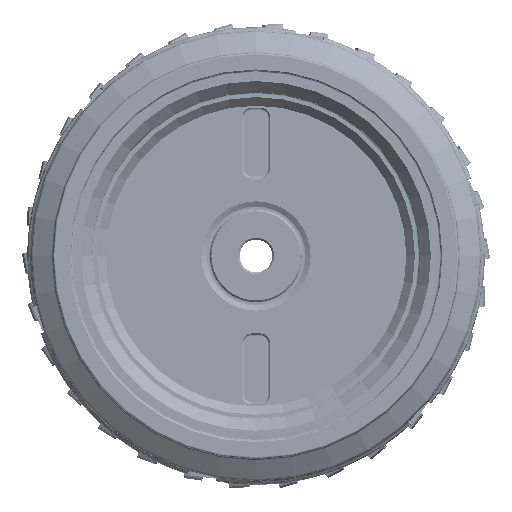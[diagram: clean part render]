
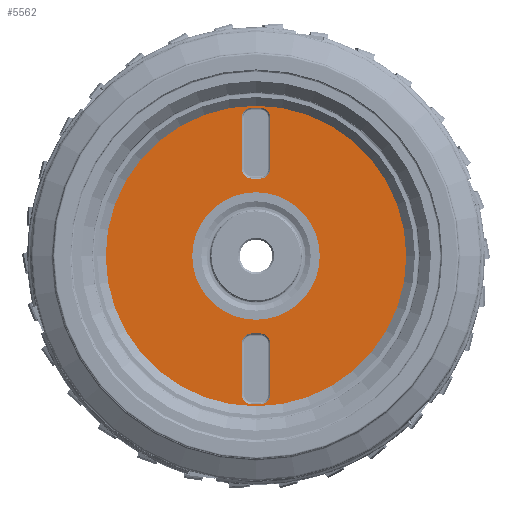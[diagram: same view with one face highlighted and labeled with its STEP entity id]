
A CAD part, top view. The second image highlights one B-rep face of the part: STEP entity #5562.
In plain terms, the highlighted planar face has unit normal (0, 0, 1).
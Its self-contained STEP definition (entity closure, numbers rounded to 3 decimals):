
#3223=FACE_BOUND('',#11617,.T.);
#3224=FACE_BOUND('',#11618,.T.);
#3225=FACE_BOUND('',#11619,.T.);
#3226=FACE_BOUND('',#11620,.T.);
#5562=ADVANCED_FACE('',(#3223,#3224,#3225,#3226),#7987,.T.);
#7987=PLANE('',#46991);
#11617=EDGE_LOOP('',(#17311,#17312,#17313,#17314,#17315,#17316,#17317,#17318));
#11618=EDGE_LOOP('',(#17319,#17320,#17321,#17322,#17323,#17324,#17325,#17326));
#11619=EDGE_LOOP('',(#17327));
#11620=EDGE_LOOP('',(#17328));
#14654=CIRCLE('',#46981,5.5);
#14655=CIRCLE('',#46982,5.5);
#14656=CIRCLE('',#46983,5.5);
#14657=CIRCLE('',#46984,5.5);
#14658=CIRCLE('',#46985,5.5);
#14659=CIRCLE('',#46986,5.5);
#14660=CIRCLE('',#46987,5.5);
#14661=CIRCLE('',#46988,5.5);
#14662=CIRCLE('',#46989,82.5);
#14663=CIRCLE('',#46990,35.);
#17311=ORIENTED_EDGE('',*,*,#34684,.T.);
#17312=ORIENTED_EDGE('',*,*,#34685,.T.);
#17313=ORIENTED_EDGE('',*,*,#34686,.T.);
#17314=ORIENTED_EDGE('',*,*,#34687,.T.);
#17315=ORIENTED_EDGE('',*,*,#34688,.T.);
#17316=ORIENTED_EDGE('',*,*,#34689,.T.);
#17317=ORIENTED_EDGE('',*,*,#34690,.T.);
#17318=ORIENTED_EDGE('',*,*,#34691,.T.);
#17319=ORIENTED_EDGE('',*,*,#34692,.T.);
#17320=ORIENTED_EDGE('',*,*,#34693,.T.);
#17321=ORIENTED_EDGE('',*,*,#34694,.T.);
#17322=ORIENTED_EDGE('',*,*,#34695,.T.);
#17323=ORIENTED_EDGE('',*,*,#34696,.T.);
#17324=ORIENTED_EDGE('',*,*,#34697,.T.);
#17325=ORIENTED_EDGE('',*,*,#34698,.T.);
#17326=ORIENTED_EDGE('',*,*,#34699,.T.);
#17327=ORIENTED_EDGE('',*,*,#34700,.F.);
#17328=ORIENTED_EDGE('',*,*,#34701,.T.);
#30065=VERTEX_POINT('',#70966);
#30066=VERTEX_POINT('',#70967);
#30067=VERTEX_POINT('',#70969);
#30068=VERTEX_POINT('',#70971);
#30069=VERTEX_POINT('',#70973);
#30070=VERTEX_POINT('',#70975);
#30071=VERTEX_POINT('',#70977);
#30072=VERTEX_POINT('',#70979);
#30073=VERTEX_POINT('',#70982);
#30074=VERTEX_POINT('',#70983);
#30075=VERTEX_POINT('',#70985);
#30076=VERTEX_POINT('',#70987);
#30077=VERTEX_POINT('',#70989);
#30078=VERTEX_POINT('',#70991);
#30079=VERTEX_POINT('',#70993);
#30080=VERTEX_POINT('',#70995);
#30081=VERTEX_POINT('',#70998);
#30082=VERTEX_POINT('',#71000);
#34684=EDGE_CURVE('',#30065,#30066,#40361,.T.);
#34685=EDGE_CURVE('',#30066,#30067,#14654,.T.);
#34686=EDGE_CURVE('',#30067,#30068,#40362,.T.);
#34687=EDGE_CURVE('',#30068,#30069,#14655,.T.);
#34688=EDGE_CURVE('',#30069,#30070,#40363,.T.);
#34689=EDGE_CURVE('',#30070,#30071,#14656,.T.);
#34690=EDGE_CURVE('',#30071,#30072,#40364,.T.);
#34691=EDGE_CURVE('',#30072,#30065,#14657,.T.);
#34692=EDGE_CURVE('',#30073,#30074,#14658,.T.);
#34693=EDGE_CURVE('',#30074,#30075,#40365,.T.);
#34694=EDGE_CURVE('',#30075,#30076,#14659,.T.);
#34695=EDGE_CURVE('',#30076,#30077,#40366,.T.);
#34696=EDGE_CURVE('',#30077,#30078,#14660,.T.);
#34697=EDGE_CURVE('',#30078,#30079,#40367,.T.);
#34698=EDGE_CURVE('',#30079,#30080,#14661,.T.);
#34699=EDGE_CURVE('',#30080,#30073,#40368,.T.);
#34700=EDGE_CURVE('',#30081,#30081,#14662,.T.);
#34701=EDGE_CURVE('',#30082,#30082,#14663,.T.);
#40361=LINE('',#70965,#43153);
#40362=LINE('',#70970,#43154);
#40363=LINE('',#70974,#43155);
#40364=LINE('',#70978,#43156);
#40365=LINE('',#70984,#43157);
#40366=LINE('',#70988,#43158);
#40367=LINE('',#70992,#43159);
#40368=LINE('',#70996,#43160);
#43153=VECTOR('',#53275,1.);
#43154=VECTOR('',#53278,1.);
#43155=VECTOR('',#53281,1.);
#43156=VECTOR('',#53284,1.);
#43157=VECTOR('',#53289,1.);
#43158=VECTOR('',#53292,1.);
#43159=VECTOR('',#53295,1.);
#43160=VECTOR('',#53298,1.);
#46981=AXIS2_PLACEMENT_3D('',#70968,#53276,#53277);
#46982=AXIS2_PLACEMENT_3D('',#70972,#53279,#53280);
#46983=AXIS2_PLACEMENT_3D('',#70976,#53282,#53283);
#46984=AXIS2_PLACEMENT_3D('',#70980,#53285,#53286);
#46985=AXIS2_PLACEMENT_3D('',#70981,#53287,#53288);
#46986=AXIS2_PLACEMENT_3D('',#70986,#53290,#53291);
#46987=AXIS2_PLACEMENT_3D('',#70990,#53293,#53294);
#46988=AXIS2_PLACEMENT_3D('',#70994,#53296,#53297);
#46989=AXIS2_PLACEMENT_3D('',#70997,#53299,#53300);
#46990=AXIS2_PLACEMENT_3D('',#70999,#53301,#53302);
#46991=AXIS2_PLACEMENT_3D('',#71001,#53303,#53304);
#53275=DIRECTION('',(0.,-1.,0.));
#53276=DIRECTION('',(0.,0.,-1.));
#53277=DIRECTION('',(-0.175,0.985,0.));
#53278=DIRECTION('',(-1.,0.,0.));
#53279=DIRECTION('',(0.,0.,-1.));
#53280=DIRECTION('',(-0.175,0.985,0.));
#53281=DIRECTION('',(0.,1.,0.));
#53282=DIRECTION('',(0.,0.,-1.));
#53283=DIRECTION('',(-0.175,0.985,0.));
#53284=DIRECTION('',(1.,0.,0.));
#53285=DIRECTION('',(0.,0.,-1.));
#53286=DIRECTION('',(-0.175,0.985,0.));
#53287=DIRECTION('',(0.,0.,-1.));
#53288=DIRECTION('',(-0.175,0.985,0.));
#53289=DIRECTION('',(0.,-1.,0.));
#53290=DIRECTION('',(0.,0.,-1.));
#53291=DIRECTION('',(-0.175,0.985,0.));
#53292=DIRECTION('',(-1.,0.,0.));
#53293=DIRECTION('',(0.,0.,-1.));
#53294=DIRECTION('',(-0.175,0.985,0.));
#53295=DIRECTION('',(0.,1.,0.));
#53296=DIRECTION('',(0.,0.,-1.));
#53297=DIRECTION('',(-0.175,0.985,0.));
#53298=DIRECTION('',(1.,0.,0.));
#53299=DIRECTION('',(0.,0.,-1.));
#53300=DIRECTION('',(-0.175,0.985,0.));
#53301=DIRECTION('',(0.,0.,-1.));
#53302=DIRECTION('',(-0.175,0.985,0.));
#53303=DIRECTION('',(0.,0.,1.));
#53304=DIRECTION('',(-0.175,0.985,0.));
#70965=CARTESIAN_POINT('',(7.8,-48.,-44.72));
#70966=CARTESIAN_POINT('',(7.8,-48.,-44.72));
#70967=CARTESIAN_POINT('',(7.8,-76.,-44.72));
#70968=CARTESIAN_POINT('',(2.3,-76.,-44.72));
#70969=CARTESIAN_POINT('',(2.3,-81.5,-44.72));
#70970=CARTESIAN_POINT('',(2.3,-81.5,-44.72));
#70971=CARTESIAN_POINT('',(-2.3,-81.5,-44.72));
#70972=CARTESIAN_POINT('',(-2.3,-76.,-44.72));
#70973=CARTESIAN_POINT('',(-7.8,-76.,-44.72));
#70974=CARTESIAN_POINT('',(-7.8,-76.,-44.72));
#70975=CARTESIAN_POINT('',(-7.8,-48.,-44.72));
#70976=CARTESIAN_POINT('',(-2.3,-48.,-44.72));
#70977=CARTESIAN_POINT('',(-2.3,-42.5,-44.72));
#70978=CARTESIAN_POINT('',(-2.3,-42.5,-44.72));
#70979=CARTESIAN_POINT('',(2.3,-42.5,-44.72));
#70980=CARTESIAN_POINT('',(2.3,-48.,-44.72));
#70981=CARTESIAN_POINT('',(2.3,76.,-44.72));
#70982=CARTESIAN_POINT('',(2.3,81.5,-44.72));
#70983=CARTESIAN_POINT('',(7.8,76.,-44.72));
#70984=CARTESIAN_POINT('',(7.8,76.,-44.72));
#70985=CARTESIAN_POINT('',(7.8,48.,-44.72));
#70986=CARTESIAN_POINT('',(2.3,48.,-44.72));
#70987=CARTESIAN_POINT('',(2.3,42.5,-44.72));
#70988=CARTESIAN_POINT('',(2.3,42.5,-44.72));
#70989=CARTESIAN_POINT('',(-2.3,42.5,-44.72));
#70990=CARTESIAN_POINT('',(-2.3,48.,-44.72));
#70991=CARTESIAN_POINT('',(-7.8,48.,-44.72));
#70992=CARTESIAN_POINT('',(-7.8,48.,-44.72));
#70993=CARTESIAN_POINT('',(-7.8,76.,-44.72));
#70994=CARTESIAN_POINT('',(-2.3,76.,-44.72));
#70995=CARTESIAN_POINT('',(-2.3,81.5,-44.72));
#70996=CARTESIAN_POINT('',(-2.3,81.5,-44.72));
#70997=CARTESIAN_POINT('',(0.,0.,
-44.72));
#70998=CARTESIAN_POINT('',(-14.411,81.232,-44.72));
#70999=CARTESIAN_POINT('',(0.,0.,
-44.72));
#71000=CARTESIAN_POINT('',(-6.114,34.462,-44.72));
#71001=CARTESIAN_POINT('',(-35.,0.,-44.72));
